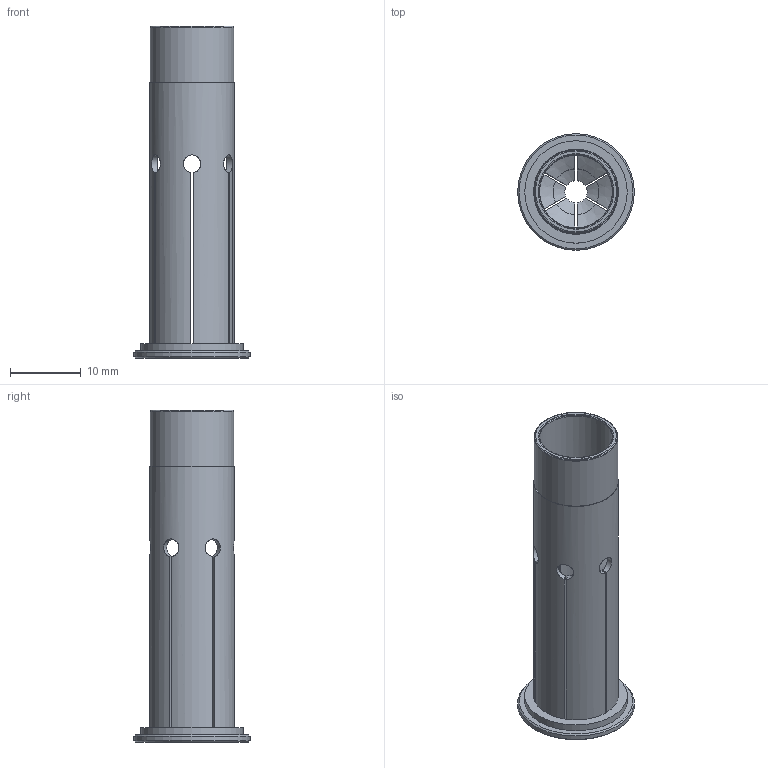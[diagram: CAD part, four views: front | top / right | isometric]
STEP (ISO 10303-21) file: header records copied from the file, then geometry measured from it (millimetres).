
FILE_DESCRIPTION(/* description */ (''),/* implementation_level */ '2;1');
FILE_NAME(/* name */ '05FHC120125L1_Basic.stp',/* time_stamp */ '2022-05-12T11:03:02+06:00',/* author */ (''),/* organization */ (''),/* preprocessor_version */ 'ST-DEVELOPER v16.7',/* originating_system */ 'SIEMENS PLM Software NX 12.0',/* authorisation */ '');
FILE_SCHEMA (('AUTOMOTIVE_DESIGN { 1 0 10303 214 3 1 1 1 }'));
Length unit declared in the file: millimetre
Products named in the file (1): inpu1EECA5248riy
Bounding box: 16.5 x 16.5 x 47 mm (x, y, z)
Volume: 2986.1 mm3; surface area: 4244.4 mm2
Topology: 1 solids, 1 shells, 65 faces, 226 edges, 157 vertices
Faces by surface type: cylinder 24, plane 23, cone 14, torus 4
Full cylindrical faces by diameter (mm): 10.3 x1, 11.85 x1, 12 x1, 14.5 x1, 16.5 x1
Entity records: 3169 total; most frequent: CARTESIAN_POINT 1275, ORIENTED_EDGE 412, DIRECTION 344, EDGE_CURVE 206, VERTEX_POINT 146, AXIS2_PLACEMENT_3D 118, LINE 108, VECTOR 108
